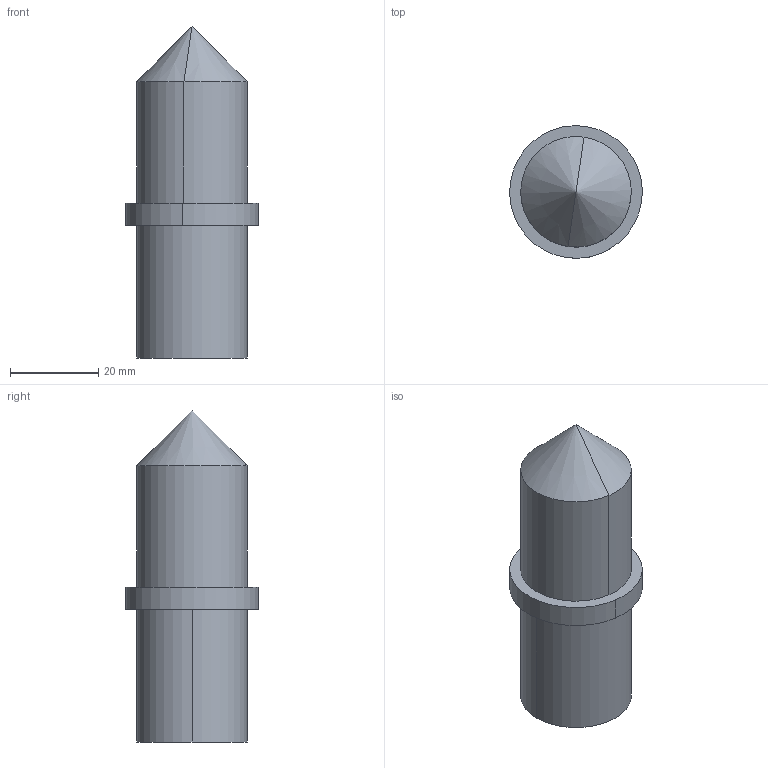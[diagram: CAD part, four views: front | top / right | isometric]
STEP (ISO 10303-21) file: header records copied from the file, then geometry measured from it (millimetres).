
FILE_DESCRIPTION (( 'STEP AP203' ), '1' );
FILE_NAME ('Soil Temperature Sensor Design Assembly.STEP', '2020-07-04T14:00:46', ( 'USER' ), ( '' ), 'SwSTEP 2.0', 'SolidWorks 2012', '' );
FILE_SCHEMA (( 'CONFIG_CONTROL_DESIGN' ));
Length unit declared in the file: millimetre
Products named in the file (3): Toprak Sýcaklýk Sensörü Uç Kýsým; Mike Soket Baðlantý Tarafý; Soil Temperature Sensor Design Assembly
Assembly tree (2 placements, depth 2):
  Soil Temperature Sensor Design Assembly
    Mike Soket Baðlantý Tarafý
    Toprak Sýcaklýk Sensörü Uç Kýsým
Bounding box: 29.99 x 29.99 x 75.06 mm (x, y, z)
Volume: 25201.5 mm3; surface area: 12268.8 mm2
Topology: 2 solids, 2 shells, 96 faces, 225 edges, 132 vertices
Faces by surface type: cylinder 74, plane 9, bspline 9, cone 4
Entity records: 6687 total; most frequent: CARTESIAN_POINT 4532, ORIENTED_EDGE 442, DIRECTION 334, EDGE_CURVE 221, VERTEX_POINT 132, AXIS2_PLACEMENT_3D 122, EDGE_LOOP 103, ADVANCED_FACE 96
